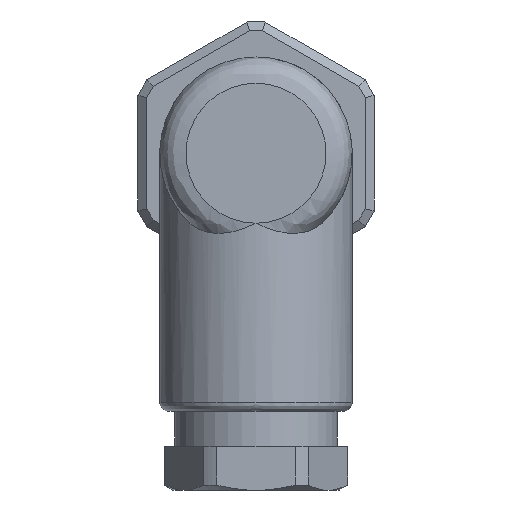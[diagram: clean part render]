
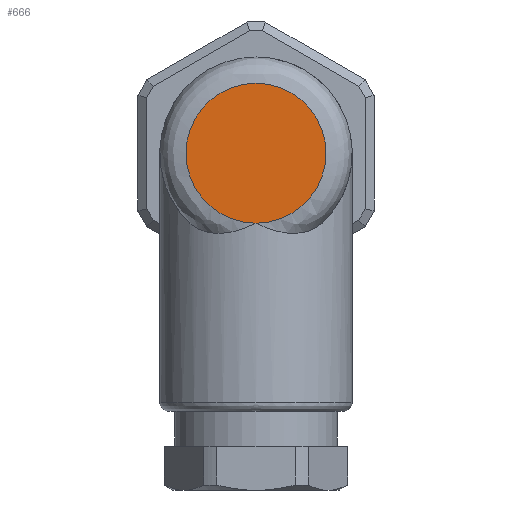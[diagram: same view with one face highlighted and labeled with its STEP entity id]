
A CAD part, front view. The second image highlights one B-rep face of the part: STEP entity #666.
In plain terms, the highlighted planar face has unit normal (0, -1, 0).
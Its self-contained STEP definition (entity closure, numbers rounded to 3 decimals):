
#235=FACE_OUTER_BOUND('',#1013,.T.);
#666=ADVANCED_FACE('',(#235),#764,.T.);
#764=PLANE('',#2229);
#1013=EDGE_LOOP('',(#1443,#1444));
#1443=ORIENTED_EDGE('',*,*,#1942,.F.);
#1444=ORIENTED_EDGE('',*,*,#1943,.F.);
#1707=VERTEX_POINT('',#3336);
#1708=VERTEX_POINT('',#3337);
#1942=EDGE_CURVE('',#1707,#1708,#2057,.T.);
#1943=EDGE_CURVE('',#1708,#1707,#2058,.T.);
#2057=CIRCLE('',#2227,8.);
#2058=CIRCLE('',#2228,8.);
#2227=AXIS2_PLACEMENT_3D('',#3335,#2690,#2691);
#2228=AXIS2_PLACEMENT_3D('',#3338,#2692,#2693);
#2229=AXIS2_PLACEMENT_3D('',#3339,#2694,#2695);
#2690=DIRECTION('',(0.,1.,0.));
#2691=DIRECTION('',(0.,0.,-1.));
#2692=DIRECTION('',(0.,1.,0.));
#2693=DIRECTION('',(0.,0.,1.));
#2694=DIRECTION('',(0.,-1.,0.));
#2695=DIRECTION('',(0.,0.,1.));
#3335=CARTESIAN_POINT('',(0.,-11.8,9.25));
#3336=CARTESIAN_POINT('',(0.,-11.8,1.25));
#3337=CARTESIAN_POINT('',(0.,-11.8,17.25));
#3338=CARTESIAN_POINT('',(0.,-11.8,9.25));
#3339=CARTESIAN_POINT('',(8.8,-11.8,0.45));
